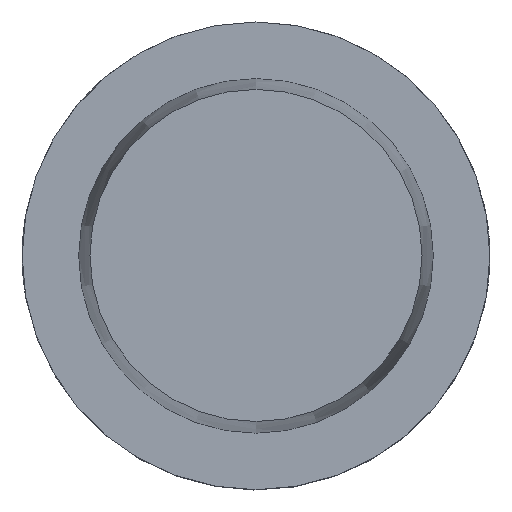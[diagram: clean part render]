
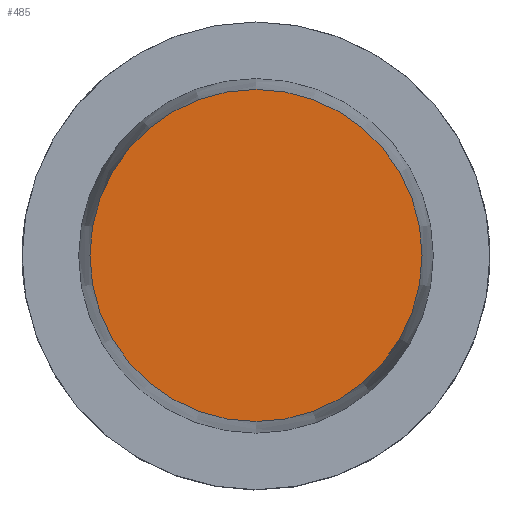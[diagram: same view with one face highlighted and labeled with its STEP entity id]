
A CAD part, top view. The second image highlights one B-rep face of the part: STEP entity #485.
In plain terms, the highlighted planar face has unit normal (0, 0, 1).
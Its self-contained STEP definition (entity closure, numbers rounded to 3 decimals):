
#210=EDGE_CURVE('240[2]',#598,#598,#599,.T.);
#485=ADVANCED_FACE('240[2]',(#972),#973,.T.);
#598=VERTEX_POINT('',#1108);
#599=CIRCLE('',#1109,35.5);
#972=FACE_OUTER_BOUND('',#1964,.T.);
#973=PLANE('',#1965);
#1108=CARTESIAN_POINT('',(0.,-35.5,50.0));
#1109=AXIS2_PLACEMENT_3D('',#2112,#2113,#2114);
#1964=EDGE_LOOP('',(#2524));
#1965=AXIS2_PLACEMENT_3D('',#2525,#2526,#2527);
#2112=CARTESIAN_POINT('',(0.,0.,50.0));
#2113=DIRECTION('',(0.,0.,-1.0));
#2114=DIRECTION('',(0.,-1.0,0.));
#2524=ORIENTED_EDGE('',*,*,#210,.F.);
#2525=CARTESIAN_POINT('',(0.,-17.75,50.0));
#2526=DIRECTION('',(0.,0.,1.0));
#2527=DIRECTION('',(1.0,0.,0.0));
